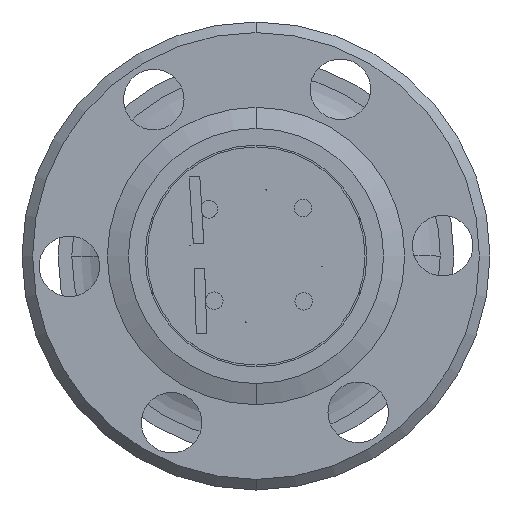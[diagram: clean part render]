
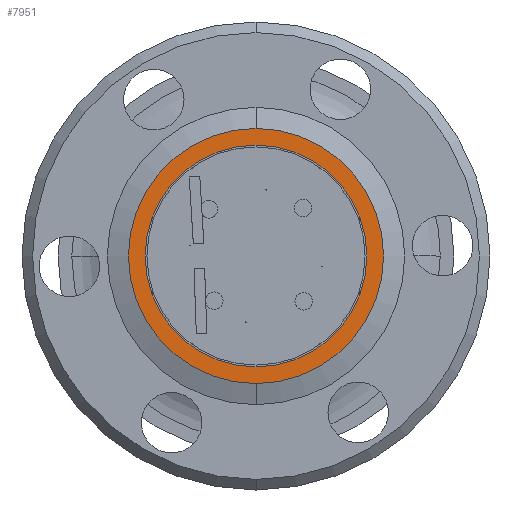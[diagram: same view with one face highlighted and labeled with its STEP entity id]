
A CAD part, front view. The second image highlights one B-rep face of the part: STEP entity #7951.
In plain terms, the highlighted planar face has unit normal (0, -1, 0).
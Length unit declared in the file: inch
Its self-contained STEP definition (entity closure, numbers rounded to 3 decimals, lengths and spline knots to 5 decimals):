
#141 = EDGE_CURVE ( 'NONE', #1889, #1752, #6666, .T. ) ;
#151 = FACE_BOUND ( 'NONE', #10230, .T. ) ;
#686 = DIRECTION ( 'NONE',  ( 1., 0., 0. ) ) ;
#699 = CARTESIAN_POINT ( 'NONE',  ( 0., -1.238, 0. ) ) ;
#718 = DIRECTION ( 'NONE',  ( 0., -1., 0. ) ) ;
#827 = CARTESIAN_POINT ( 'NONE',  ( 0., -1.238, 0. ) ) ;
#1547 = DIRECTION ( 'NONE',  ( 0., 0., 1. ) ) ;
#1752 = VERTEX_POINT ( 'NONE', #2838 ) ;
#1889 = VERTEX_POINT ( 'NONE', #10627 ) ;
#2026 = EDGE_CURVE ( 'NONE', #11024, #4412, #9042, .T. ) ;
#2838 = CARTESIAN_POINT ( 'NONE',  ( 0.3625, -1.238, 0. ) ) ;
#2843 = DIRECTION ( 'NONE',  ( 1., 0., 0. ) ) ;
#2867 = DIRECTION ( 'NONE',  ( 0., -1., 0. ) ) ;
#2878 = CARTESIAN_POINT ( 'NONE',  ( 0., -1.238, 0. ) ) ;
#3271 = AXIS2_PLACEMENT_3D ( 'NONE', #7804, #7768, #7736 ) ;
#3356 = AXIS2_PLACEMENT_3D ( 'NONE', #827, #718, #686 ) ;
#3650 = DIRECTION ( 'NONE',  ( -1., 0., 0. ) ) ;
#3710 = EDGE_CURVE ( 'NONE', #1752, #1889, #7977, .T. ) ;
#4316 = EDGE_LOOP ( 'NONE', ( #5265, #4402 ) ) ;
#4402 = ORIENTED_EDGE ( 'NONE', *, *, #141, .T. ) ;
#4412 = VERTEX_POINT ( 'NONE', #7682 ) ;
#4413 = ORIENTED_EDGE ( 'NONE', *, *, #2026, .F. ) ;
#4493 = CARTESIAN_POINT ( 'NONE',  ( 0., -1.238, -0.315 ) ) ;
#5265 = ORIENTED_EDGE ( 'NONE', *, *, #3710, .T. ) ;
#5455 = AXIS2_PLACEMENT_3D ( 'NONE', #699, #6657, #1547 ) ;
#5675 = CIRCLE ( 'NONE', #5455, 0.315 ) ;
#6346 = ORIENTED_EDGE ( 'NONE', *, *, #8541, .F. ) ;
#6657 = DIRECTION ( 'NONE',  ( 0., -1., 0. ) ) ;
#6666 = CIRCLE ( 'NONE', #9621, 0.3625 ) ;
#7682 = CARTESIAN_POINT ( 'NONE',  ( 0., -1.238, 0.315 ) ) ;
#7736 = DIRECTION ( 'NONE',  ( 0., 0., 1. ) ) ;
#7768 = DIRECTION ( 'NONE',  ( 0., -1., 0. ) ) ;
#7804 = CARTESIAN_POINT ( 'NONE',  ( 0., -1.238, 0. ) ) ;
#7847 = PLANE ( 'NONE',  #8379 ) ;
#7951 = ADVANCED_FACE ( 'NONE', ( #9755, #151 ), #7847, .F. ) ;
#7977 = CIRCLE ( 'NONE', #3356, 0.3625 ) ;
#8379 = AXIS2_PLACEMENT_3D ( 'NONE', #10343, #8667, #3650 ) ;
#8541 = EDGE_CURVE ( 'NONE', #4412, #11024, #5675, .T. ) ;
#8667 = DIRECTION ( 'NONE',  ( 0., 1., 0. ) ) ;
#9042 = CIRCLE ( 'NONE', #3271, 0.315 ) ;
#9621 = AXIS2_PLACEMENT_3D ( 'NONE', #2878, #2867, #2843 ) ;
#9755 = FACE_OUTER_BOUND ( 'NONE', #4316, .T. ) ;
#10230 = EDGE_LOOP ( 'NONE', ( #6346, #4413 ) ) ;
#10343 = CARTESIAN_POINT ( 'NONE',  ( 0., -1.238, 0. ) ) ;
#10627 = CARTESIAN_POINT ( 'NONE',  ( -0.3625, -1.238, 0. ) ) ;
#11024 = VERTEX_POINT ( 'NONE', #4493 ) ;
